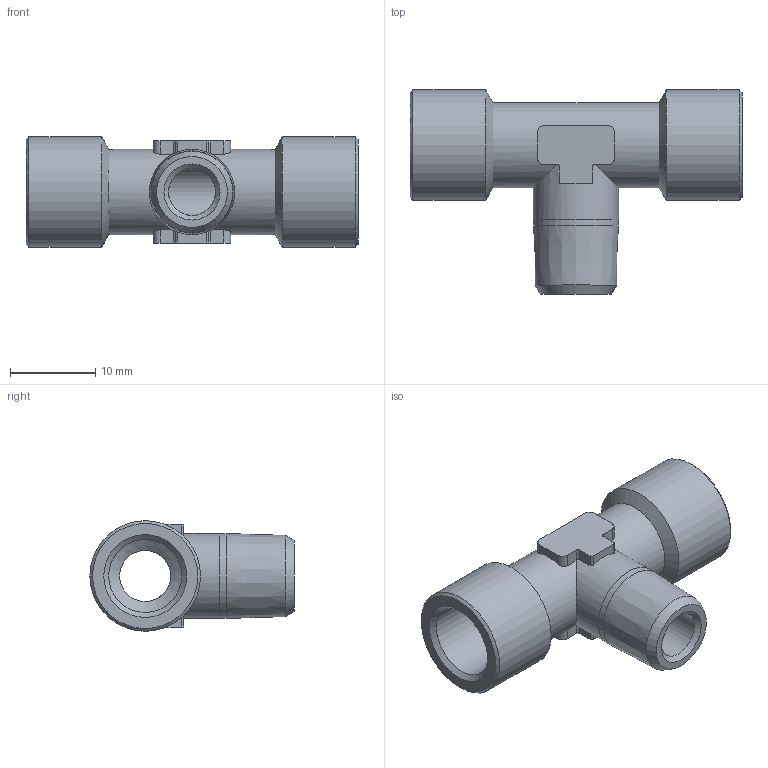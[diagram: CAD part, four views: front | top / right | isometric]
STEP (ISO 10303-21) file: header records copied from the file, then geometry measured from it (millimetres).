
FILE_DESCRIPTION(/* description */ ('STEP AP214'),/* implementation_level */ '2;1');
FILE_NAME(/* name */ '8030241_NPFC-T-R18-2G18-MFF',/* time_stamp */ '2024-09-13T00:34:31+02:00',/* author */ ('License CC BY-ND 4.0'),/* organization */ ('CADENAS'),/* preprocessor_version */ 'ST-DEVELOPER v19.3',/* originating_system */ 'PARTsolutions',/* authorisation */ ' ');
FILE_SCHEMA (('AUTOMOTIVE_DESIGN {1 0 10303 214 3 1 1}'));
Length unit declared in the file: millimetre
Products named in the file (1): 8030241 NPFC-T-R18-2G18-MFF
Bounding box: 39 x 24 x 13 mm (x, y, z)
Volume: 3186.3 mm3; surface area: 3176.3 mm2
Topology: 1 solids, 1 shells, 57 faces, 150 edges, 95 vertices
Faces by surface type: cylinder 24, plane 21, cone 12
Full cylindrical faces by diameter (mm): 5.5 x1, 6 x1, 8.566 x2, 10 x2, 13 x2
Entity records: 1687 total; most frequent: CARTESIAN_POINT 344, DIRECTION 274, ORIENTED_EDGE 250, EDGE_CURVE 125, AXIS2_PLACEMENT_3D 108, VERTEX_POINT 91, EDGE_LOOP 82, FACE_BOUND 82
